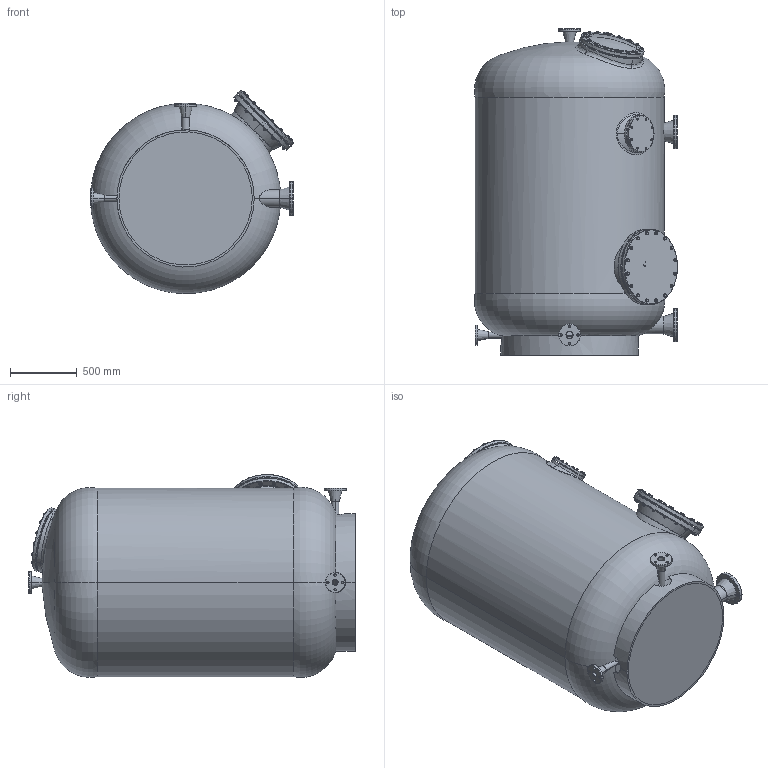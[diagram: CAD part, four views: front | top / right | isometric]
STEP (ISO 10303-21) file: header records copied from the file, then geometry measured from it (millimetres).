
FILE_DESCRIPTION (( 'STEP AP214' ), '1' );
FILE_NAME ('mediterran140c_.STEP', '2020-11-03T11:47:24', ( '' ), ( '' ), 'SwSTEP 2.0', 'SolidWorks 2019', '' );
FILE_SCHEMA (( 'AUTOMOTIVE_DESIGN' ));
Length unit declared in the file: millimetre
Products named in the file (1): mediterran140c_
Bounding box: 1524.5 x 2449.99 x 1524.09 mm (x, y, z)
Surface area: 16105855.7 mm2 (no closed solid volume)
Topology: 0 solids, 135 shells, 1119 faces, 2817 edges, 1754 vertices
Faces by surface type: plane 480, cone 316, cylinder 233, torus 80, bspline 6, sphere 4
Entity records: 74845 total; most frequent: CARTESIAN_POINT 41316, ORIENTED_EDGE 4790, EDGE_CURVE 2815, DIRECTION 2779, B_SPLINE_CURVE_WITH_KNOTS 2496, VERTEX_POINT 1754, AXIS2_PLACEMENT_3D 1346, EDGE_LOOP 1190
